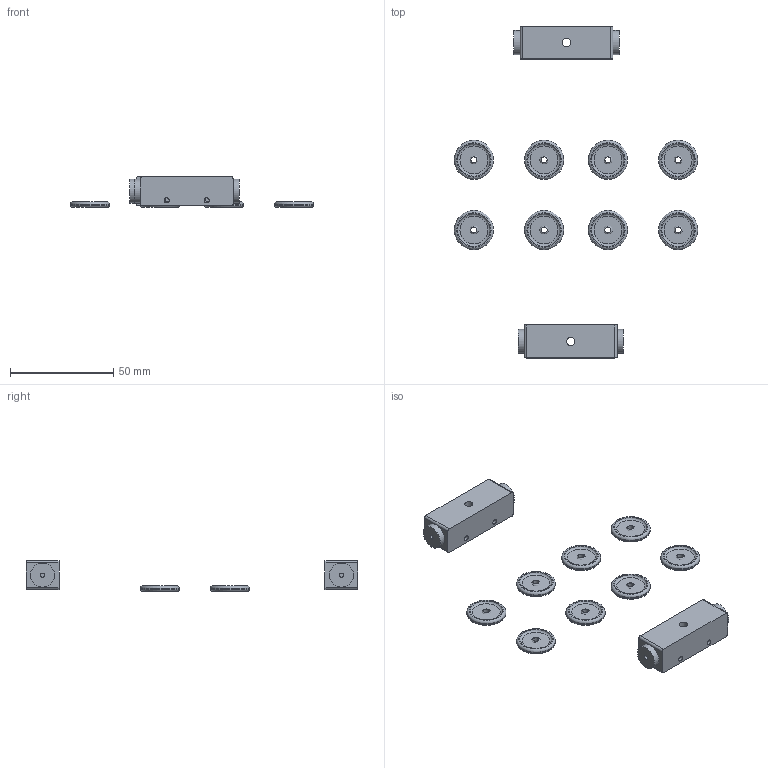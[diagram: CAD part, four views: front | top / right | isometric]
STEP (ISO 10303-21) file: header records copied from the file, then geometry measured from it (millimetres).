
FILE_DESCRIPTION(/* description */ (''),/* implementation_level */ '2;1');
FILE_NAME(/* name */ 'Wheel Bottom v16.step',/* time_stamp */ '2023-11-10T03:42:59-08:00',/* author */ (''),/* organization */ (''),/* preprocessor_version */ 'ST-DEVELOPER v20',/* originating_system */ 'Autodesk Translation Framework v12.14.0.127',/* authorisation */ '');
FILE_SCHEMA (('AUTOMOTIVE_DESIGN { 1 0 10303 214 3 1 1 }'));
Length unit declared in the file: millimetre
Products named in the file (4): Wheel Bottom; Component2; Component3; Aidan Wheel
Assembly tree (10 placements, depth 2):
  Wheel Bottom
    Component2
    Component3
    Aidan Wheel  x8
Bounding box: 118 x 161 x 14.88 mm (x, y, z)
Volume: 25034.8 mm3; surface area: 13264 mm2
Topology: 10 solids, 10 shells, 122 faces, 234 edges, 148 vertices
Faces by surface type: plane 44, torus 40, cylinder 38
Full cylindrical faces by diameter (mm): 2.01 x4, 2.5 x4, 2.945 x8, 4 x2, 11.662 x4, 19 x8
Entity records: 1639 total; most frequent: DIRECTION 302, CARTESIAN_POINT 246, ORIENTED_EDGE 216, AXIS2_PLACEMENT_3D 127, EDGE_CURVE 108, EDGE_LOOP 75, VERTEX_POINT 71, CIRCLE 60
